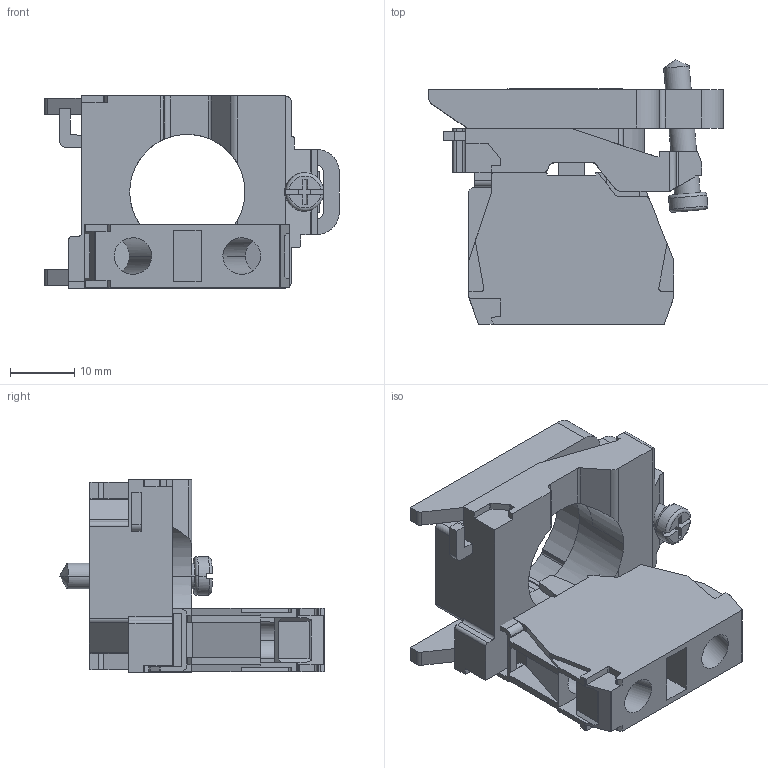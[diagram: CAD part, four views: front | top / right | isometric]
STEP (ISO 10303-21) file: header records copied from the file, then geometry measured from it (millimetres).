
FILE_DESCRIPTION((''),'2;1');
FILE_NAME('LA167-B4-101_ASM','2024-01-17T',('Administrator'),('zyb.com'),'PRO/ENGINEER BY PARAMETRIC TECHNOLOGY CORPORATION, 2010280','PRO/ENGINEER BY PARAMETRIC TECHNOLOGY CORPORATION, 2010280','');
FILE_SCHEMA(('CONFIG_CONTROL_DESIGN','SHAPE_APPEARANCE_LAYERS_GROUPS'));
Length unit declared in the file: millimetre
Products named in the file (3): 1; B4-101; LA167-B4-101_ASM
Assembly tree (2 placements, depth 2):
  LA167-B4-101_ASM
    1
    B4-101
Bounding box: 46 x 41.3 x 30 mm (x, y, z)
Volume: 14067.2 mm3; surface area: 9625 mm2
Topology: 2 solids, 2 shells, 450 faces, 1318 edges, 872 vertices
Faces by surface type: plane 285, cylinder 157, torus 4, extrusion 2, cone 2
Entity records: 18038 total; most frequent: CARTESIAN_POINT 3217, ORIENTED_EDGE 2632, DIRECTION 2452, EDGE_CURVE 1316, VECTOR 952, LINE 950, VERTEX_POINT 872, AXIS2_PLACEMENT_3D 750
